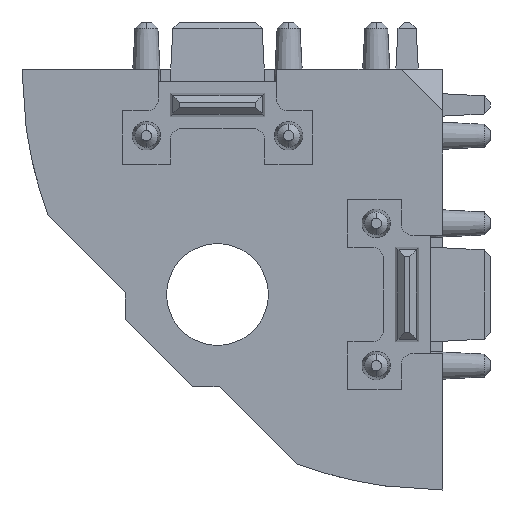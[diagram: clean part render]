
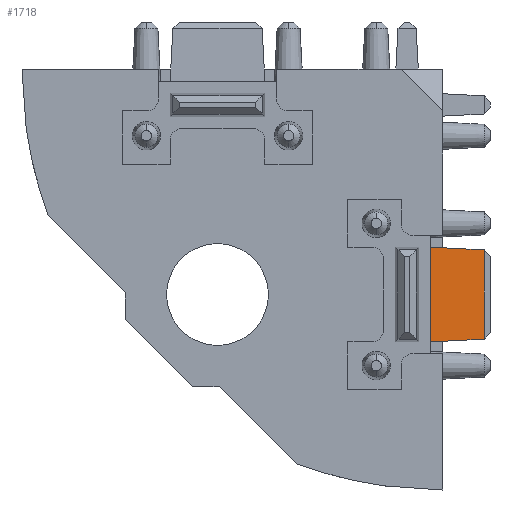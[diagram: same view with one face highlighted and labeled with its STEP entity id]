
A CAD part, left-side view. The second image highlights one B-rep face of the part: STEP entity #1718.
In plain terms, the highlighted planar face has unit normal (-0.999, -0.052, 0).
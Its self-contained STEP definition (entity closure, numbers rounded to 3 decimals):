
#440 = EDGE_CURVE ( 'NONE', #3683, #1787, #3344, .T. ) ;
#575 = LINE ( 'NONE', #771, #4896 ) ;
#639 = ORIENTED_EDGE ( 'NONE', *, *, #440, .T. ) ;
#767 = VERTEX_POINT ( 'NONE', #7281 ) ;
#771 = CARTESIAN_POINT ( 'NONE',  ( 2.236, -3.501, -2.5 ) ) ;
#825 = PLANE ( 'NONE',  #5062 ) ;
#1311 = EDGE_CURVE ( 'NONE', #1787, #767, #4717, .T. ) ;
#1427 = CARTESIAN_POINT ( 'NONE',  ( 2., 1., -2.5 ) ) ;
#1516 = ORIENTED_EDGE ( 'NONE', *, *, #1311, .T. ) ;
#1674 = EDGE_CURVE ( 'NONE', #3497, #3683, #575, .T. ) ;
#1718 = ADVANCED_FACE ( 'NONE', ( #5890 ), #825, .T. ) ;
#1765 = VECTOR ( 'NONE', #2434, 1000. ) ;
#1787 = VERTEX_POINT ( 'NONE', #5562 ) ;
#2434 = DIRECTION ( 'NONE',  ( 0., 0., -1. ) ) ;
#2577 = DIRECTION ( 'NONE',  ( -0.052, 0.997, 0.052 ) ) ;
#3160 = CARTESIAN_POINT ( 'NONE',  ( 1.966, 1.652, -14.966 ) ) ;
#3161 = DIRECTION ( 'NONE',  ( -0.999, -0.052, 0. ) ) ;
#3338 = CARTESIAN_POINT ( 'NONE',  ( 2.063, -0.199, -22.937 ) ) ;
#3344 = LINE ( 'NONE', #3160, #6288 ) ;
#3497 = VERTEX_POINT ( 'NONE', #7188 ) ;
#3683 = VERTEX_POINT ( 'NONE', #4307 ) ;
#3943 = EDGE_CURVE ( 'NONE', #3497, #767, #5942, .T. ) ;
#3976 = DIRECTION ( 'NONE',  ( -0.052, 0.997, -0.052 ) ) ;
#4209 = ORIENTED_EDGE ( 'NONE', *, *, #3943, .F. ) ;
#4307 = CARTESIAN_POINT ( 'NONE',  ( 2.236, -3.501, -15.236 ) ) ;
#4420 = VECTOR ( 'NONE', #3976, 1000. ) ;
#4717 = LINE ( 'NONE', #6535, #1765 ) ;
#4896 = VECTOR ( 'NONE', #6592, 1000. ) ;
#5062 = AXIS2_PLACEMENT_3D ( 'NONE', #1427, #3161, #7260 ) ;
#5562 = CARTESIAN_POINT ( 'NONE',  ( 2., 1., -15. ) ) ;
#5890 = FACE_OUTER_BOUND ( 'NONE', #7485, .T. ) ;
#5942 = LINE ( 'NONE', #3338, #4420 ) ;
#6288 = VECTOR ( 'NONE', #2577, 1000. ) ;
#6535 = CARTESIAN_POINT ( 'NONE',  ( 2., 1., -2.5 ) ) ;
#6592 = DIRECTION ( 'NONE',  ( 0., 0., 1. ) ) ;
#7188 = CARTESIAN_POINT ( 'NONE',  ( 2.236, -3.501, -22.764 ) ) ;
#7260 = DIRECTION ( 'NONE',  ( 0.052, -0.999, 0. ) ) ;
#7281 = CARTESIAN_POINT ( 'NONE',  ( 2., 1., -23. ) ) ;
#7314 = ORIENTED_EDGE ( 'NONE', *, *, #1674, .T. ) ;
#7485 = EDGE_LOOP ( 'NONE', ( #4209, #7314, #639, #1516 ) ) ;
